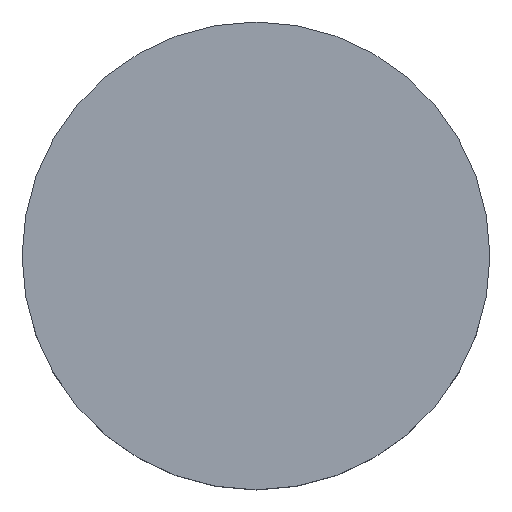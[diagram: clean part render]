
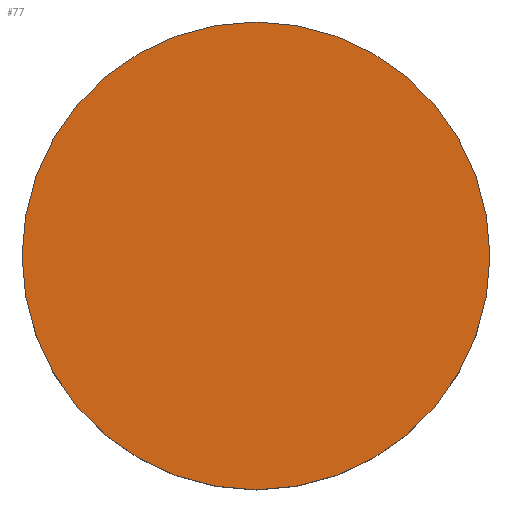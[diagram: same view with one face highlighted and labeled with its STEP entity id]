
A CAD part, top view. The second image highlights one B-rep face of the part: STEP entity #77.
In plain terms, the highlighted planar face has unit normal (0, 0, 1).
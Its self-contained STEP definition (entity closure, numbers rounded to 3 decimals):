
#4 = EDGE_LOOP ( 'NONE', ( #95, #108 ) ) ;
#11 = CIRCLE ( 'NONE', #210, 25.4 ) ;
#19 = EDGE_CURVE ( 'NONE', #159, #141, #11, .T. ) ;
#27 = DIRECTION ( 'NONE',  ( 0., 0., 1. ) ) ;
#65 = CARTESIAN_POINT ( 'NONE',  ( -25.4, 0., 5. ) ) ;
#77 = ADVANCED_FACE ( 'NONE', ( #102 ), #115, .T. ) ;
#87 = CARTESIAN_POINT ( 'NONE',  ( 25.4, 0., 5. ) ) ;
#95 = ORIENTED_EDGE ( 'NONE', *, *, #19, .F. ) ;
#102 = FACE_OUTER_BOUND ( 'NONE', #4, .T. ) ;
#108 = ORIENTED_EDGE ( 'NONE', *, *, #178, .F. ) ;
#110 = CARTESIAN_POINT ( 'NONE',  ( 0., 0., 5. ) ) ;
#115 = PLANE ( 'NONE',  #175 ) ;
#127 = DIRECTION ( 'NONE',  ( 1., 0., 0. ) ) ;
#141 = VERTEX_POINT ( 'NONE', #65 ) ;
#142 = CARTESIAN_POINT ( 'NONE',  ( 0., 0., 5. ) ) ;
#143 = DIRECTION ( 'NONE',  ( 1., 0., 0. ) ) ;
#150 = AXIS2_PLACEMENT_3D ( 'NONE', #142, #165, #143 ) ;
#154 = CIRCLE ( 'NONE', #150, 25.4 ) ;
#159 = VERTEX_POINT ( 'NONE', #87 ) ;
#165 = DIRECTION ( 'NONE',  ( 0., 0., -1. ) ) ;
#175 = AXIS2_PLACEMENT_3D ( 'NONE', #204, #27, #224 ) ;
#178 = EDGE_CURVE ( 'NONE', #141, #159, #154, .T. ) ;
#204 = CARTESIAN_POINT ( 'NONE',  ( 0., 52.02, 5. ) ) ;
#210 = AXIS2_PLACEMENT_3D ( 'NONE', #110, #229, #127 ) ;
#224 = DIRECTION ( 'NONE',  ( 1., 0., 0. ) ) ;
#229 = DIRECTION ( 'NONE',  ( 0., 0., -1. ) ) ;
